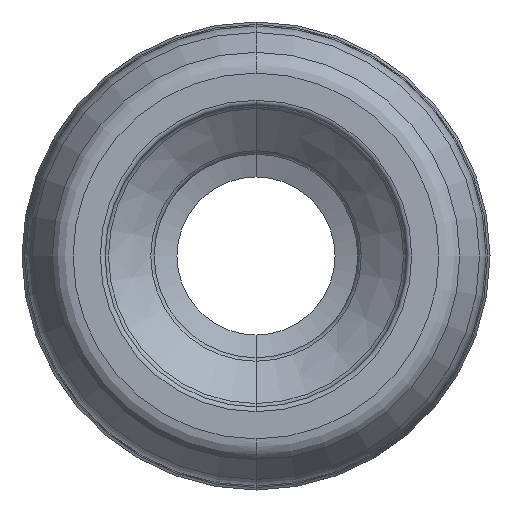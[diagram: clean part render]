
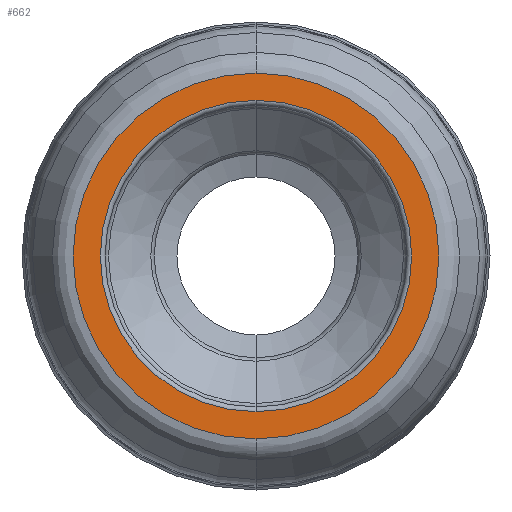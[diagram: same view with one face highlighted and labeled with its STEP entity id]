
A CAD part, front view. The second image highlights one B-rep face of the part: STEP entity #662.
In plain terms, the highlighted planar face has unit normal (0, -1, 0).
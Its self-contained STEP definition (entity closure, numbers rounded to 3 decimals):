
#97 = DIRECTION ( 'NONE',  ( 0., 0., 1. ) ) ;
#399 = EDGE_CURVE ( 'NONE', #1077, #407, #1981, .T. ) ;
#407 = VERTEX_POINT ( 'NONE', #1205 ) ;
#455 = CARTESIAN_POINT ( 'NONE',  ( 0., -12.2, 0. ) ) ;
#464 = DIRECTION ( 'NONE',  ( 0., 1., 0. ) ) ;
#504 = CARTESIAN_POINT ( 'NONE',  ( 0., -12.2, 0. ) ) ;
#618 = AXIS2_PLACEMENT_3D ( 'NONE', #455, #464, #97 ) ;
#657 = AXIS2_PLACEMENT_3D ( 'NONE', #1057, #1061, #1522 ) ;
#662 = ADVANCED_FACE ( 'NONE', ( #1037, #1683 ), #1827, .F. ) ;
#691 = DIRECTION ( 'NONE',  ( 0., 1., 0. ) ) ;
#731 = ORIENTED_EDGE ( 'NONE', *, *, #1931, .F. ) ;
#823 = EDGE_CURVE ( 'NONE', #1826, #1018, #1653, .T. ) ;
#973 = CARTESIAN_POINT ( 'NONE',  ( 0., -12.2, 3.819 ) ) ;
#995 = EDGE_CURVE ( 'NONE', #407, #1077, #1955, .T. ) ;
#1001 = DIRECTION ( 'NONE',  ( 0., 0., 1. ) ) ;
#1018 = VERTEX_POINT ( 'NONE', #1987 ) ;
#1030 = DIRECTION ( 'NONE',  ( 0., 0., 1. ) ) ;
#1037 = FACE_OUTER_BOUND ( 'NONE', #1815, .T. ) ;
#1057 = CARTESIAN_POINT ( 'NONE',  ( 0., -12.2, 0. ) ) ;
#1061 = DIRECTION ( 'NONE',  ( 0., 1., 0. ) ) ;
#1077 = VERTEX_POINT ( 'NONE', #1534 ) ;
#1147 = DIRECTION ( 'NONE',  ( 0., 1., 0. ) ) ;
#1205 = CARTESIAN_POINT ( 'NONE',  ( 0., -12.2, 3.25 ) ) ;
#1245 = ORIENTED_EDGE ( 'NONE', *, *, #995, .T. ) ;
#1285 = ORIENTED_EDGE ( 'NONE', *, *, #399, .T. ) ;
#1344 = EDGE_LOOP ( 'NONE', ( #1245, #1285 ) ) ;
#1522 = DIRECTION ( 'NONE',  ( 0., 0., 1. ) ) ;
#1534 = CARTESIAN_POINT ( 'NONE',  ( 0., -12.2, -3.25 ) ) ;
#1563 = ORIENTED_EDGE ( 'NONE', *, *, #823, .F. ) ;
#1653 = CIRCLE ( 'NONE', #657, 3.819 ) ;
#1683 = FACE_BOUND ( 'NONE', #1344, .T. ) ;
#1713 = CARTESIAN_POINT ( 'NONE',  ( 0., -12.2, 0. ) ) ;
#1815 = EDGE_LOOP ( 'NONE', ( #1563, #731 ) ) ;
#1821 = AXIS2_PLACEMENT_3D ( 'NONE', #2008, #1147, #1001 ) ;
#1826 = VERTEX_POINT ( 'NONE', #973 ) ;
#1827 = PLANE ( 'NONE',  #1821 ) ;
#1872 = DIRECTION ( 'NONE',  ( 0., 0., 1. ) ) ;
#1931 = EDGE_CURVE ( 'NONE', #1018, #1826, #2105, .T. ) ;
#1955 = CIRCLE ( 'NONE', #618, 3.25 ) ;
#1981 = CIRCLE ( 'NONE', #2173, 3.25 ) ;
#1987 = CARTESIAN_POINT ( 'NONE',  ( 0., -12.2, -3.819 ) ) ;
#2008 = CARTESIAN_POINT ( 'NONE',  ( 3.819, -12.2, 0. ) ) ;
#2092 = AXIS2_PLACEMENT_3D ( 'NONE', #504, #2201, #1872 ) ;
#2105 = CIRCLE ( 'NONE', #2092, 3.819 ) ;
#2173 = AXIS2_PLACEMENT_3D ( 'NONE', #1713, #691, #1030 ) ;
#2201 = DIRECTION ( 'NONE',  ( 0., 1., 0. ) ) ;
